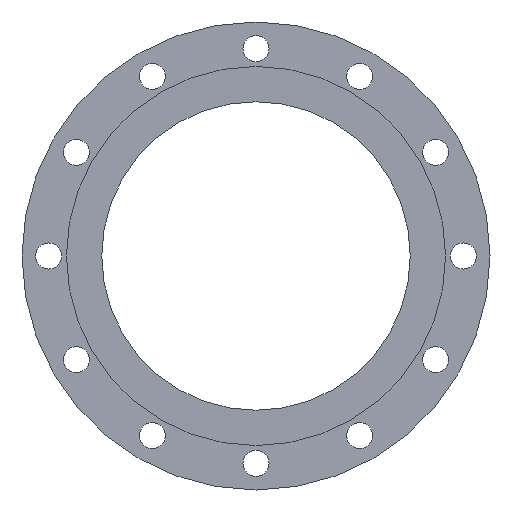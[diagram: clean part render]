
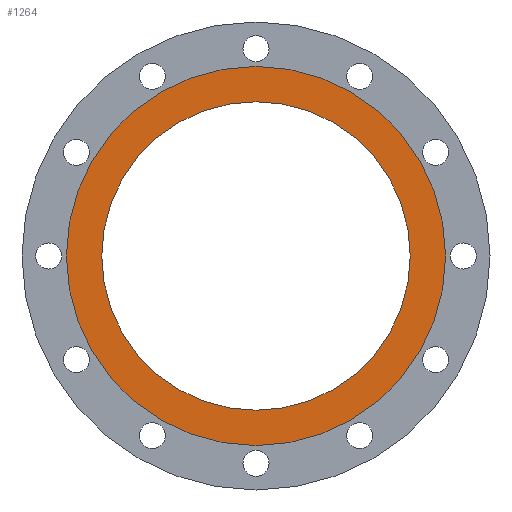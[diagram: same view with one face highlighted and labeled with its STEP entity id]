
A CAD part, front view. The second image highlights one B-rep face of the part: STEP entity #1264.
In plain terms, the highlighted planar face has unit normal (0, -1, 0).
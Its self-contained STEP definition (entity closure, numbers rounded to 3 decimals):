
#42 = CIRCLE ( 'NONE', #178, 160. ) ;
#61 = DIRECTION ( 'NONE',  ( 0., -1., 0. ) ) ;
#137 = CIRCLE ( 'NONE', #1144, 160. ) ;
#172 = FACE_BOUND ( 'NONE', #702, .T. ) ;
#178 = AXIS2_PLACEMENT_3D ( 'NONE', #1379, #626, #419 ) ;
#250 = VERTEX_POINT ( 'NONE', #703 ) ;
#258 = CARTESIAN_POINT ( 'NONE',  ( 0., 0., -130.2 ) ) ;
#261 = FACE_OUTER_BOUND ( 'NONE', #1117, .T. ) ;
#289 = EDGE_CURVE ( 'NONE', #1091, #250, #42, .T. ) ;
#365 = CARTESIAN_POINT ( 'NONE',  ( 0., 0., 130.2 ) ) ;
#400 = DIRECTION ( 'NONE',  ( 0., 1., 0. ) ) ;
#408 = EDGE_CURVE ( 'NONE', #636, #608, #1094, .T. ) ;
#419 = DIRECTION ( 'NONE',  ( 0., 0., 1. ) ) ;
#448 = DIRECTION ( 'NONE',  ( 0., 1., 0. ) ) ;
#454 = CARTESIAN_POINT ( 'NONE',  ( 0., 0., 0. ) ) ;
#471 = CIRCLE ( 'NONE', #786, 130.2 ) ;
#575 = CARTESIAN_POINT ( 'NONE',  ( 0., 0., 130.2 ) ) ;
#587 = DIRECTION ( 'NONE',  ( 0., 0., 1. ) ) ;
#603 = EDGE_CURVE ( 'NONE', #608, #636, #471, .T. ) ;
#608 = VERTEX_POINT ( 'NONE', #365 ) ;
#626 = DIRECTION ( 'NONE',  ( 0., 1., 0. ) ) ;
#636 = VERTEX_POINT ( 'NONE', #258 ) ;
#648 = ORIENTED_EDGE ( 'NONE', *, *, #1187, .F. ) ;
#666 = DIRECTION ( 'NONE',  ( 0., 1., 0. ) ) ;
#702 = EDGE_LOOP ( 'NONE', ( #1322, #711 ) ) ;
#703 = CARTESIAN_POINT ( 'NONE',  ( 0., 0., 160. ) ) ;
#711 = ORIENTED_EDGE ( 'NONE', *, *, #408, .T. ) ;
#759 = CARTESIAN_POINT ( 'NONE',  ( 0., 0., -160. ) ) ;
#786 = AXIS2_PLACEMENT_3D ( 'NONE', #1325, #448, #1099 ) ;
#832 = ORIENTED_EDGE ( 'NONE', *, *, #289, .F. ) ;
#908 = PLANE ( 'NONE',  #914 ) ;
#914 = AXIS2_PLACEMENT_3D ( 'NONE', #575, #61, #1007 ) ;
#923 = CARTESIAN_POINT ( 'NONE',  ( 0., 0., 0. ) ) ;
#1007 = DIRECTION ( 'NONE',  ( 0., 0., -1. ) ) ;
#1051 = AXIS2_PLACEMENT_3D ( 'NONE', #923, #400, #587 ) ;
#1091 = VERTEX_POINT ( 'NONE', #759 ) ;
#1094 = CIRCLE ( 'NONE', #1051, 130.2 ) ;
#1099 = DIRECTION ( 'NONE',  ( 0., 0., 1. ) ) ;
#1117 = EDGE_LOOP ( 'NONE', ( #648, #832 ) ) ;
#1144 = AXIS2_PLACEMENT_3D ( 'NONE', #454, #666, #1306 ) ;
#1187 = EDGE_CURVE ( 'NONE', #250, #1091, #137, .T. ) ;
#1264 = ADVANCED_FACE ( 'NONE', ( #172, #261 ), #908, .T. ) ;
#1306 = DIRECTION ( 'NONE',  ( 0., 0., 1. ) ) ;
#1322 = ORIENTED_EDGE ( 'NONE', *, *, #603, .T. ) ;
#1325 = CARTESIAN_POINT ( 'NONE',  ( 0., 0., 0. ) ) ;
#1379 = CARTESIAN_POINT ( 'NONE',  ( 0., 0., 0. ) ) ;
